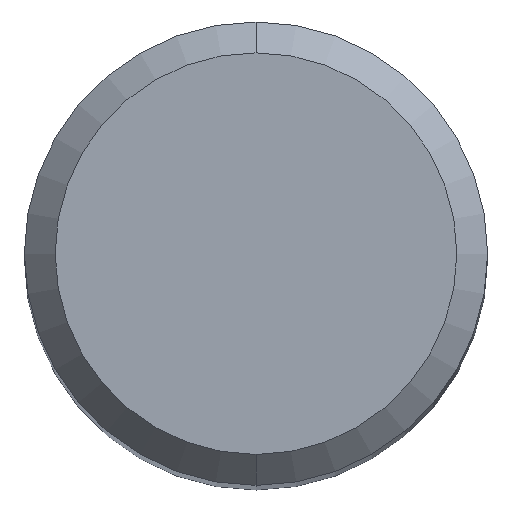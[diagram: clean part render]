
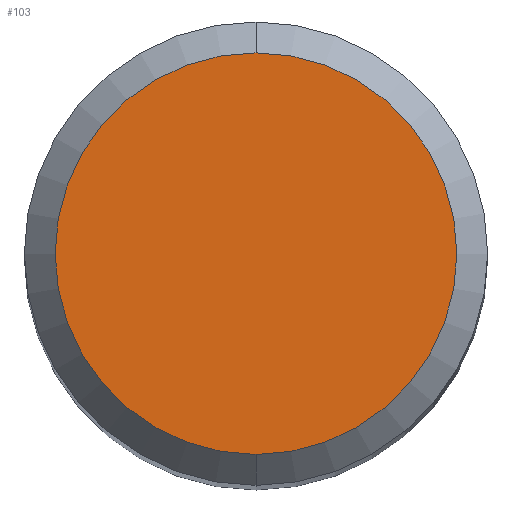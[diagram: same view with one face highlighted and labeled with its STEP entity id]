
A CAD part, top view. The second image highlights one B-rep face of the part: STEP entity #103.
In plain terms, the highlighted planar face has unit normal (0, 0, 1).
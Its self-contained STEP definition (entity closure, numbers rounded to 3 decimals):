
#103=ADVANCED_FACE('',(#255),#256,.T.);
#133=VERTEX_POINT('',#289);
#157=EDGE_CURVE('',#179,#133,#316,.T.);
#179=VERTEX_POINT('',#340);
#195=EDGE_CURVE('',#133,#179,#359,.T.);
#255=FACE_OUTER_BOUND('',#417,.T.);
#256=PLANE('',#418);
#289=CARTESIAN_POINT('',(0.,-2.6,0.));
#316=CIRCLE('',#494,2.6);
#340=CARTESIAN_POINT('',(0.0,2.6,0.));
#359=CIRCLE('',#551,2.6);
#417=EDGE_LOOP('',(#611,#612));
#418=AXIS2_PLACEMENT_3D('',#613,#614,#615);
#494=AXIS2_PLACEMENT_3D('',#689,#690,#691);
#551=AXIS2_PLACEMENT_3D('',#748,#749,#750);
#611=ORIENTED_EDGE('',*,*,#157,.F.);
#612=ORIENTED_EDGE('',*,*,#195,.F.);
#613=CARTESIAN_POINT('',(0.0,1.3,0.));
#614=DIRECTION('',(-0.0,0.0,1.0));
#615=DIRECTION('',(0.0,-1.0,0.0));
#689=CARTESIAN_POINT('',(0.0,0.0,0.));
#690=DIRECTION('',(0.0,0.0,-1.0));
#691=DIRECTION('',(0.0,1.0,0.0));
#748=CARTESIAN_POINT('',(0.0,0.0,0.));
#749=DIRECTION('',(0.0,0.0,-1.0));
#750=DIRECTION('',(0.0,1.0,0.0));
